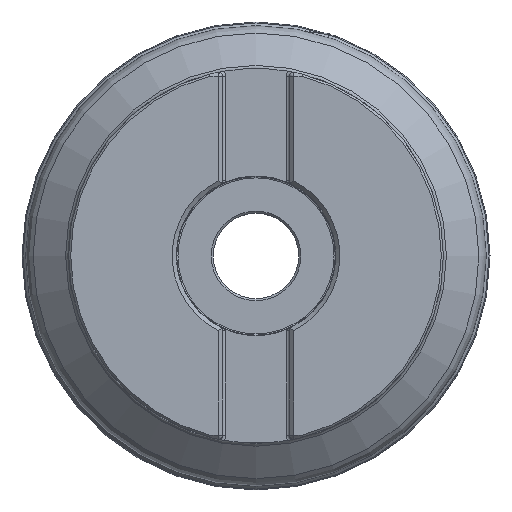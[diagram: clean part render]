
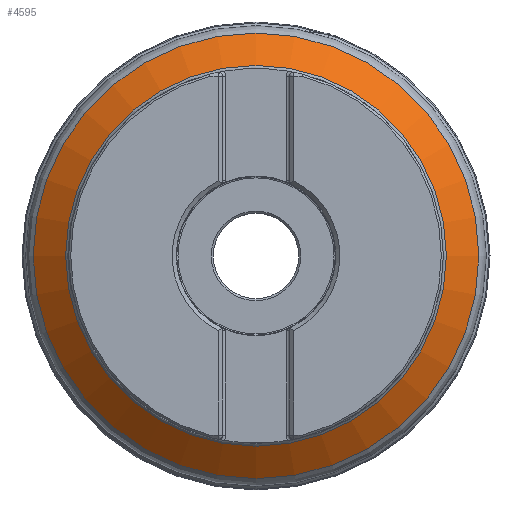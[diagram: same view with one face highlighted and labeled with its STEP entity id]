
A CAD part, top view. The second image highlights one B-rep face of the part: STEP entity #4595.
In plain terms, the highlighted conical face has half-angle 50 degrees and reference radius 45 mm.
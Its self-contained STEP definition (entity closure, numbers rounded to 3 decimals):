
#4517=CONICAL_SURFACE('',#27104,45.,50.);
#4595=ADVANCED_FACE('',(#8502,#8503),#4517,.T.);
#8502=FACE_BOUND('',#8757,.T.);
#8503=FACE_BOUND('',#8758,.T.);
#8757=EDGE_LOOP('',(#10681));
#8758=EDGE_LOOP('',(#10682));
#10681=ORIENTED_EDGE('',*,*,#20904,.T.);
#10682=ORIENTED_EDGE('',*,*,#20903,.T.);
#18545=VERTEX_POINT('',#35525);
#18546=VERTEX_POINT('',#35528);
#20903=EDGE_CURVE('',#18545,#18545,#24844,.T.);
#20904=EDGE_CURVE('',#18546,#18546,#24845,.T.);
#24844=CIRCLE('',#27101,53.514);
#24845=CIRCLE('',#27103,45.714);
#27101=AXIS2_PLACEMENT_3D('',#35524,#29615,#29616);
#27103=AXIS2_PLACEMENT_3D('',#35527,#29619,#29620);
#27104=AXIS2_PLACEMENT_3D('',#35529,#29621,#29622);
#29615=DIRECTION('',(0.,0.,1.));
#29616=DIRECTION('',(1.,0.,0.));
#29619=DIRECTION('',(0.,0.,-1.));
#29620=DIRECTION('',(-1.,0.,0.));
#29621=DIRECTION('',(0.,0.,-1.));
#29622=DIRECTION('',(-1.,0.,0.));
#35524=CARTESIAN_POINT('',(0.,0.,-20.144));
#35525=CARTESIAN_POINT('',(53.514,0.,-20.144));
#35527=CARTESIAN_POINT('',(0.,0.,-13.599));
#35528=CARTESIAN_POINT('',(-45.714,0.,-13.599));
#35529=CARTESIAN_POINT('',(0.,0.,-13.));
